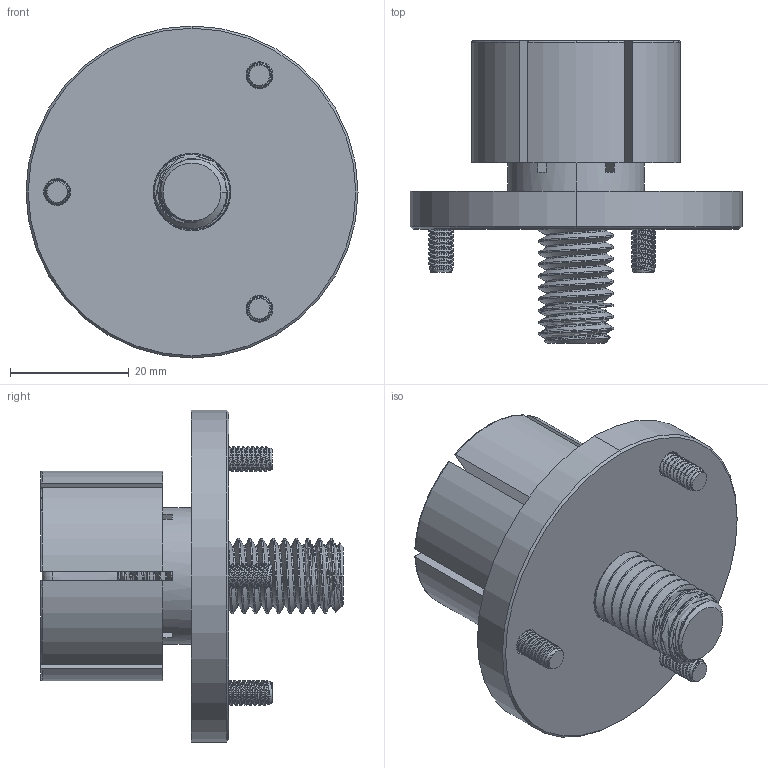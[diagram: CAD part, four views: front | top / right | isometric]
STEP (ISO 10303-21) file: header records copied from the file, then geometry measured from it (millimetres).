
FILE_DESCRIPTION (( 'STEP AP214' ), '1' );
FILE_NAME ('31250DD for Step as Part.STEP', '2022-03-29T18:31:57', ( '' ), ( '' ), 'SwSTEP 2.0', 'SolidWorks 2021', '' );
FILE_SCHEMA (( 'AUTOMOTIVE_DESIGN' ));
Length unit declared in the file: inch
Products named in the file (1): 31250DD for Step as Part
Bounding box: 55.98 x 51.05 x 55.98 mm (x, y, z)
Volume: 36216.3 mm3; surface area: 17627.6 mm2
Topology: 5 solids, 5 shells, 598 faces, 1374 edges, 797 vertices
Faces by surface type: cylinder 261, cone 221, plane 99, torus 15, bspline 2
Entity records: 30235 total; most frequent: CARTESIAN_POINT 9710, ORIENTED_EDGE 2748, DIRECTION 2543, EDGE_CURVE 1374, AXIS2_PLACEMENT_3D 985, VERTEX_POINT 797, EDGE_LOOP 617, LENGTH_MEASURE_WITH_UNIT 605
